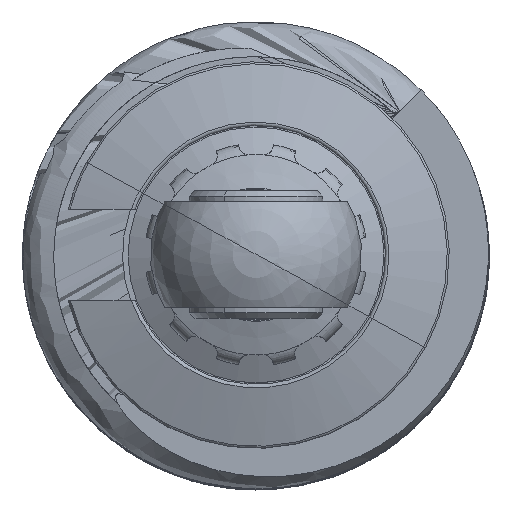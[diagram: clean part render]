
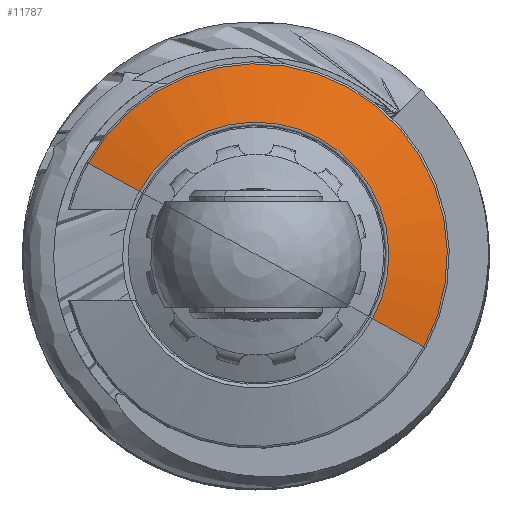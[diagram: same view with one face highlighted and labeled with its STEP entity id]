
A CAD part, top view. The second image highlights one B-rep face of the part: STEP entity #11787.
In plain terms, the highlighted conical face has half-angle 73.072 degrees and reference radius 23.25 mm.
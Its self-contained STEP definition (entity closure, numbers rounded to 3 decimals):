
#11275=CARTESIAN_POINT('Vertex',(-11.456,41.696,-20.97)) ;
#11290=CARTESIAN_POINT('Axis2P3D Location',(0.,41.5,0.)) ;
#11295=CARTESIAN_POINT('Line Origine',(-13.903,43.25,-25.45)) ;
#11299=CARTESIAN_POINT('Vertex',(-16.49,44.892,-30.185)) ;
#11582=CARTESIAN_POINT('Vertex',(16.49,44.892,30.185)) ;
#11606=CARTESIAN_POINT('Line Origine',(13.903,43.25,25.45)) ;
#11610=CARTESIAN_POINT('Vertex',(11.456,41.696,20.97)) ;
#11702=CARTESIAN_POINT('Axis2P3D Location',(0.,44.892,0.)) ;
#11776=CARTESIAN_POINT('Axis2P3D Location',(0.,41.696,0.)) ;
#11291=DIRECTION('Axis2P3D Direction',(0.,1.,0.)) ;
#11292=DIRECTION('Axis2P3D XDirection',(0.479,0.,0.878)) ;
#11296=DIRECTION('Vector Direction',(-0.459,0.291,-0.84)) ;
#11607=DIRECTION('Vector Direction',(0.459,0.291,0.84)) ;
#11703=DIRECTION('Axis2P3D Direction',(0.,-1.,0.)) ;
#11777=DIRECTION('Axis2P3D Direction',(0.,1.,0.)) ;
#11293=AXIS2_PLACEMENT_3D('Cone Axis2P3D',#11290,#11291,#11292) ;
#11704=AXIS2_PLACEMENT_3D('Circle Axis2P3D',#11702,#11703,$) ;
#11778=AXIS2_PLACEMENT_3D('Circle Axis2P3D',#11776,#11777,$) ;
#11782=ORIENTED_EDGE('',*,*,#11301,.T.) ;
#11783=ORIENTED_EDGE('',*,*,#11780,.T.) ;
#11784=ORIENTED_EDGE('',*,*,#11612,.F.) ;
#11785=ORIENTED_EDGE('',*,*,#11706,.F.) ;
#11297=VECTOR('Line Direction',#11296,1.) ;
#11608=VECTOR('Line Direction',#11607,1.) ;
#11787=ADVANCED_FACE('OuterShim',(#11786),#11294,.T.) ;
#11705=CIRCLE('generated circle',#11704,34.396) ;
#11779=CIRCLE('generated circle',#11778,23.896) ;
#11294=CONICAL_SURFACE('Cone',#11293,23.25,1.275) ;
#11301=EDGE_CURVE('',#11300,#11276,#11298,.F.) ;
#11612=EDGE_CURVE('',#11583,#11611,#11609,.F.) ;
#11706=EDGE_CURVE('',#11300,#11583,#11705,.F.) ;
#11780=EDGE_CURVE('',#11276,#11611,#11779,.T.) ;
#11781=EDGE_LOOP('',(#11782,#11783,#11784,#11785)) ;
#11786=FACE_OUTER_BOUND('',#11781,.T.) ;
#11298=LINE('Line',#11295,#11297) ;
#11609=LINE('Line',#11606,#11608) ;
#11276=VERTEX_POINT('',#11275) ;
#11300=VERTEX_POINT('',#11299) ;
#11583=VERTEX_POINT('',#11582) ;
#11611=VERTEX_POINT('',#11610) ;
